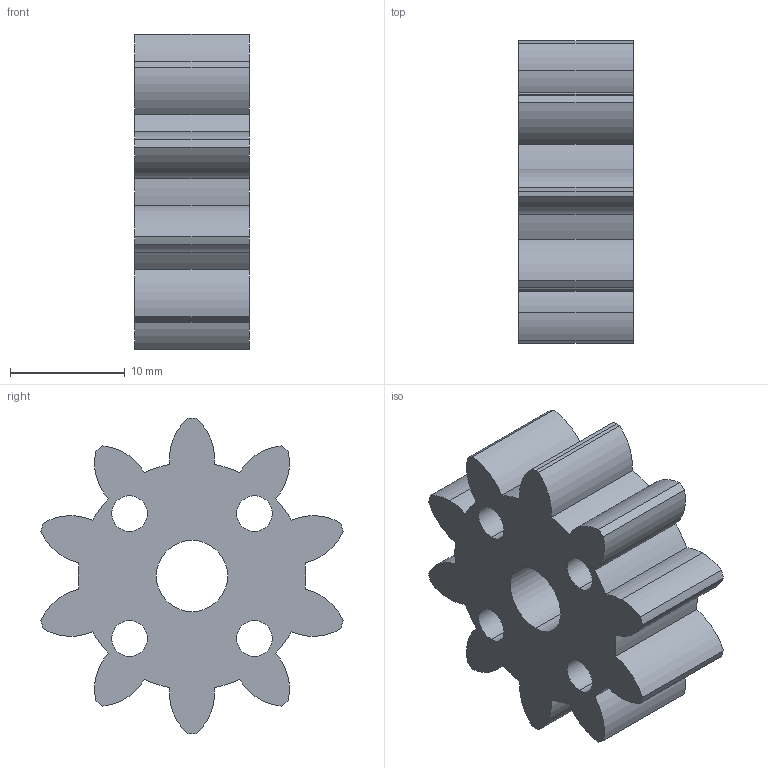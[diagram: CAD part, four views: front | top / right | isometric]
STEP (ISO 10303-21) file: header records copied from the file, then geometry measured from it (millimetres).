
FILE_DESCRIPTION (( 'STEP AP214' ), '1' );
FILE_NAME ('SWP-MINI-PINION.STEP', '2025-05-10T00:18:58', ( '' ), ( '' ), 'SwSTEP 2.0', 'SolidWorks 2024', '' );
FILE_SCHEMA (( 'AUTOMOTIVE_DESIGN' ));
Length unit declared in the file: millimetre
Products named in the file (1): SWP-MINI-PINION
Bounding box: 10 x 26.38 x 27.5 mm (x, y, z)
Volume: 3680.1 mm3; surface area: 2520.7 mm2
Topology: 1 solids, 1 shells, 55 faces, 159 edges, 106 vertices
Faces by surface type: cylinder 53, plane 2
Entity records: 1922 total; most frequent: DIRECTION 377, CARTESIAN_POINT 321, ORIENTED_EDGE 318, AXIS2_PLACEMENT_3D 162, EDGE_CURVE 159, CIRCLE 106, VERTEX_POINT 106, EDGE_LOOP 65
